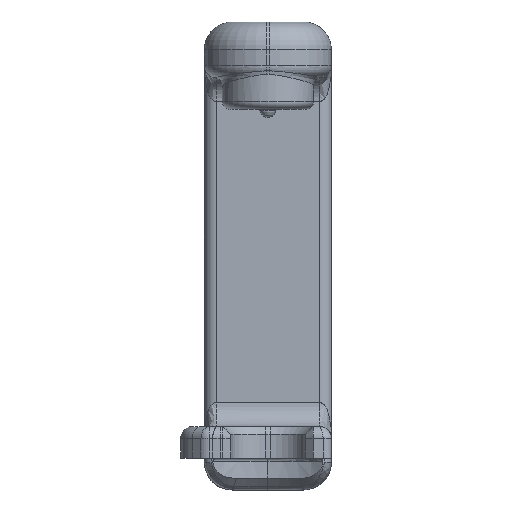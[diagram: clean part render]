
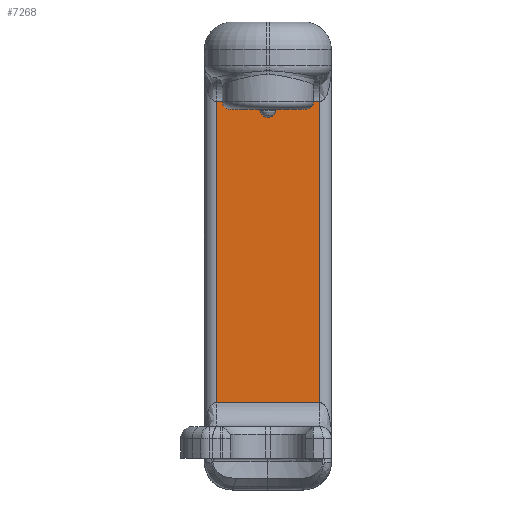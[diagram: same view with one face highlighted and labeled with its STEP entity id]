
A CAD part, left-side view. The second image highlights one B-rep face of the part: STEP entity #7268.
In plain terms, the highlighted planar face has unit normal (-1, 0, 0).
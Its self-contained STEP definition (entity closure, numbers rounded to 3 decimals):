
#909 = VERTEX_POINT('',#910);
#910 = CARTESIAN_POINT('',(27.,7.5,-6.));
#923 = CYLINDRICAL_SURFACE('',#924,3.);
#924 = AXIS2_PLACEMENT_3D('',#925,#926,#927);
#925 = CARTESIAN_POINT('',(24.,7.5,-6.));
#926 = DIRECTION('',(0.,-1.,0.));
#927 = DIRECTION('',(1.,0.,0.));
#979 = CYLINDRICAL_SURFACE('',#980,1.5);
#980 = AXIS2_PLACEMENT_3D('',#981,#982,#983);
#981 = CARTESIAN_POINT('',(28.5,7.5,37.));
#982 = DIRECTION('',(-0.,-0.,-1.));
#983 = DIRECTION('',(0.,1.,0.));
#2884 = EDGE_CURVE('',#2885,#909,#2887,.T.);
#2885 = VERTEX_POINT('',#2886);
#2886 = CARTESIAN_POINT('',(27.,7.5,32.));
#2887 = SURFACE_CURVE('',#2888,(#2892,#2899),.PCURVE_S1.);
#2888 = LINE('',#2889,#2890);
#2889 = CARTESIAN_POINT('',(27.,7.5,37.));
#2890 = VECTOR('',#2891,1.);
#2891 = DIRECTION('',(-0.,-0.,-1.));
#2892 = PCURVE('',#979,#2893);
#2893 = DEFINITIONAL_REPRESENTATION('',(#2894),#2898);
#2894 = LINE('',#2895,#2896);
#2895 = CARTESIAN_POINT('',(-1.571,0.));
#2896 = VECTOR('',#2897,1.);
#2897 = DIRECTION('',(-0.,1.));
#2898 = ( GEOMETRIC_REPRESENTATION_CONTEXT(2) 
PARAMETRIC_REPRESENTATION_CONTEXT() REPRESENTATION_CONTEXT('2D SPACE',''
  ) );
#2899 = PCURVE('',#2900,#2905);
#2900 = PLANE('',#2901);
#2901 = AXIS2_PLACEMENT_3D('',#2902,#2903,#2904);
#2902 = CARTESIAN_POINT('',(27.,-7.,-15.));
#2903 = DIRECTION('',(1.,0.,0.));
#2904 = DIRECTION('',(0.,1.,0.));
#2905 = DEFINITIONAL_REPRESENTATION('',(#2906),#2910);
#2906 = LINE('',#2907,#2908);
#2907 = CARTESIAN_POINT('',(14.5,52.));
#2908 = VECTOR('',#2909,1.);
#2909 = DIRECTION('',(-0.,-1.));
#2910 = ( GEOMETRIC_REPRESENTATION_CONTEXT(2) 
PARAMETRIC_REPRESENTATION_CONTEXT() REPRESENTATION_CONTEXT('2D SPACE',''
  ) );
#3088 = VERTEX_POINT('',#3089);
#3089 = CARTESIAN_POINT('',(27.,-5.5,-6.));
#3230 = EDGE_CURVE('',#909,#3088,#3231,.T.);
#3231 = SURFACE_CURVE('',#3232,(#3236,#3243),.PCURVE_S1.);
#3232 = LINE('',#3233,#3234);
#3233 = CARTESIAN_POINT('',(27.,7.5,-6.));
#3234 = VECTOR('',#3235,1.);
#3235 = DIRECTION('',(0.,-1.,0.));
#3236 = PCURVE('',#923,#3237);
#3237 = DEFINITIONAL_REPRESENTATION('',(#3238),#3242);
#3238 = LINE('',#3239,#3240);
#3239 = CARTESIAN_POINT('',(-0.,0.));
#3240 = VECTOR('',#3241,1.);
#3241 = DIRECTION('',(-0.,1.));
#3242 = ( GEOMETRIC_REPRESENTATION_CONTEXT(2) 
PARAMETRIC_REPRESENTATION_CONTEXT() REPRESENTATION_CONTEXT('2D SPACE',''
  ) );
#3243 = PCURVE('',#2900,#3244);
#3244 = DEFINITIONAL_REPRESENTATION('',(#3245),#3249);
#3245 = LINE('',#3246,#3247);
#3246 = CARTESIAN_POINT('',(14.5,9.));
#3247 = VECTOR('',#3248,1.);
#3248 = DIRECTION('',(-1.,0.));
#3249 = ( GEOMETRIC_REPRESENTATION_CONTEXT(2) 
PARAMETRIC_REPRESENTATION_CONTEXT() REPRESENTATION_CONTEXT('2D SPACE',''
  ) );
#7268 = ADVANCED_FACE('',(#7269),#2900,.F.);
#7269 = FACE_BOUND('',#7270,.F.);
#7270 = EDGE_LOOP('',(#7271,#7299,#7300,#7301));
#7271 = ORIENTED_EDGE('',*,*,#7272,.F.);
#7272 = EDGE_CURVE('',#3088,#7273,#7275,.T.);
#7273 = VERTEX_POINT('',#7274);
#7274 = CARTESIAN_POINT('',(27.,-5.5,32.));
#7275 = SURFACE_CURVE('',#7276,(#7280,#7287),.PCURVE_S1.);
#7276 = LINE('',#7277,#7278);
#7277 = CARTESIAN_POINT('',(27.,-5.5,-12.));
#7278 = VECTOR('',#7279,1.);
#7279 = DIRECTION('',(0.,0.,1.));
#7280 = PCURVE('',#2900,#7281);
#7281 = DEFINITIONAL_REPRESENTATION('',(#7282),#7286);
#7282 = LINE('',#7283,#7284);
#7283 = CARTESIAN_POINT('',(1.5,3.));
#7284 = VECTOR('',#7285,1.);
#7285 = DIRECTION('',(0.,1.));
#7286 = ( GEOMETRIC_REPRESENTATION_CONTEXT(2) 
PARAMETRIC_REPRESENTATION_CONTEXT() REPRESENTATION_CONTEXT('2D SPACE',''
  ) );
#7287 = PCURVE('',#7288,#7293);
#7288 = CYLINDRICAL_SURFACE('',#7289,1.5);
#7289 = AXIS2_PLACEMENT_3D('',#7290,#7291,#7292);
#7290 = CARTESIAN_POINT('',(28.5,-5.5,-12.));
#7291 = DIRECTION('',(0.,0.,1.));
#7292 = DIRECTION('',(0.,-1.,0.));
#7293 = DEFINITIONAL_REPRESENTATION('',(#7294),#7298);
#7294 = LINE('',#7295,#7296);
#7295 = CARTESIAN_POINT('',(-1.571,0.));
#7296 = VECTOR('',#7297,1.);
#7297 = DIRECTION('',(-0.,1.));
#7298 = ( GEOMETRIC_REPRESENTATION_CONTEXT(2) 
PARAMETRIC_REPRESENTATION_CONTEXT() REPRESENTATION_CONTEXT('2D SPACE',''
  ) );
#7299 = ORIENTED_EDGE('',*,*,#3230,.F.);
#7300 = ORIENTED_EDGE('',*,*,#2884,.F.);
#7301 = ORIENTED_EDGE('',*,*,#7302,.T.);
#7302 = EDGE_CURVE('',#2885,#7273,#7303,.T.);
#7303 = SURFACE_CURVE('',#7304,(#7308,#7315),.PCURVE_S1.);
#7304 = LINE('',#7305,#7306);
#7305 = CARTESIAN_POINT('',(27.,7.5,32.));
#7306 = VECTOR('',#7307,1.);
#7307 = DIRECTION('',(0.,-1.,0.));
#7308 = PCURVE('',#2900,#7309);
#7309 = DEFINITIONAL_REPRESENTATION('',(#7310),#7314);
#7310 = LINE('',#7311,#7312);
#7311 = CARTESIAN_POINT('',(14.5,47.));
#7312 = VECTOR('',#7313,1.);
#7313 = DIRECTION('',(-1.,0.));
#7314 = ( GEOMETRIC_REPRESENTATION_CONTEXT(2) 
PARAMETRIC_REPRESENTATION_CONTEXT() REPRESENTATION_CONTEXT('2D SPACE',''
  ) );
#7315 = PCURVE('',#7316,#7321);
#7316 = CYLINDRICAL_SURFACE('',#7317,3.);
#7317 = AXIS2_PLACEMENT_3D('',#7318,#7319,#7320);
#7318 = CARTESIAN_POINT('',(24.,7.5,32.));
#7319 = DIRECTION('',(0.,-1.,0.));
#7320 = DIRECTION('',(1.,0.,0.));
#7321 = DEFINITIONAL_REPRESENTATION('',(#7322),#7326);
#7322 = LINE('',#7323,#7324);
#7323 = CARTESIAN_POINT('',(0.,0.));
#7324 = VECTOR('',#7325,1.);
#7325 = DIRECTION('',(0.,1.));
#7326 = ( GEOMETRIC_REPRESENTATION_CONTEXT(2) 
PARAMETRIC_REPRESENTATION_CONTEXT() REPRESENTATION_CONTEXT('2D SPACE',''
  ) );
